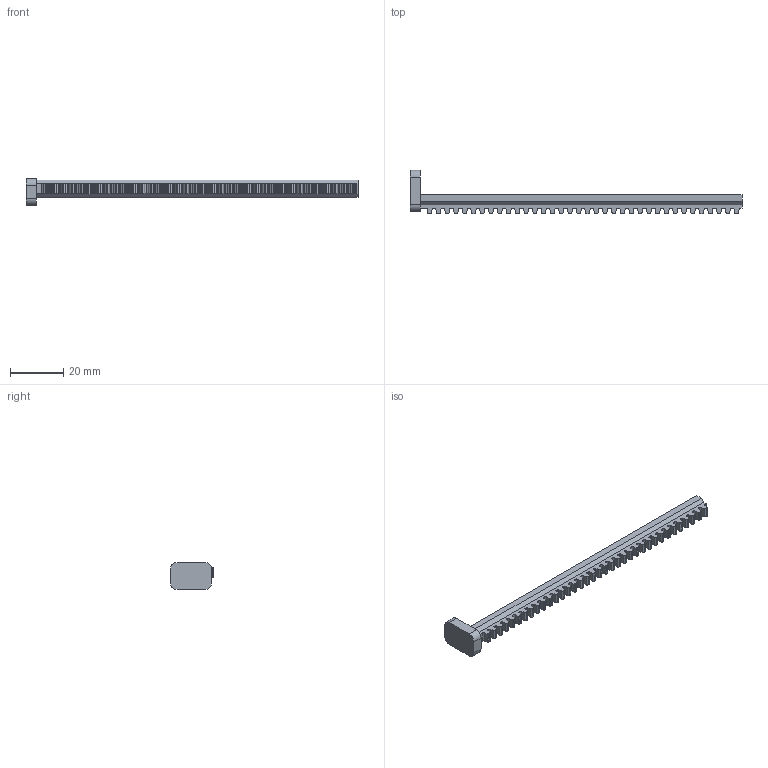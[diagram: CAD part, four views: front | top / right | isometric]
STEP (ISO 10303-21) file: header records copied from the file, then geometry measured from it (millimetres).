
FILE_DESCRIPTION (( 'STEP AP214' ), '1' );
FILE_NAME ('Rack, Servo to Linear_125mm_MINI.STEP', '2018-10-28T18:56:21', ( 'Ali' ), ( 'Microsoft' ), 'SwSTEP 2.0', 'SolidWorks 2010', '' );
FILE_SCHEMA (( 'AUTOMOTIVE_DESIGN' ));
Length unit declared in the file: inch
Products named in the file (1): Rack, Servo to Linear_125mm_MINI
Bounding box: 125 x 16.34 x 10.16 mm (x, y, z)
Volume: 4388.1 mm3; surface area: 3730.4 mm2
Topology: 1 solids, 1 shells, 307 faces, 912 edges, 608 vertices
Faces by surface type: plane 159, cylinder 148
Entity records: 10402 total; most frequent: CARTESIAN_POINT 1828, ORIENTED_EDGE 1824, DIRECTION 1824, EDGE_CURVE 912, LINE 616, VECTOR 616, VERTEX_POINT 608, AXIS2_PLACEMENT_3D 604
